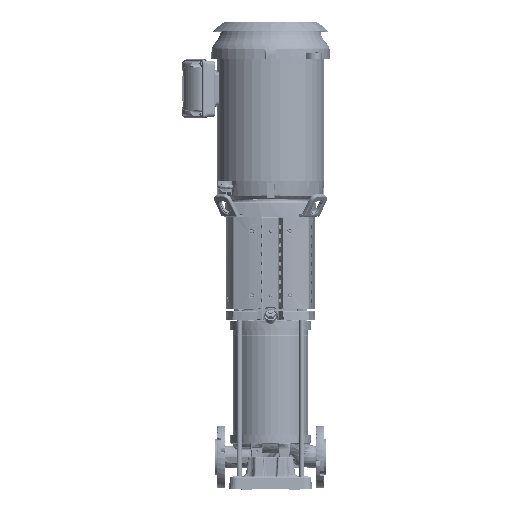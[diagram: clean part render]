
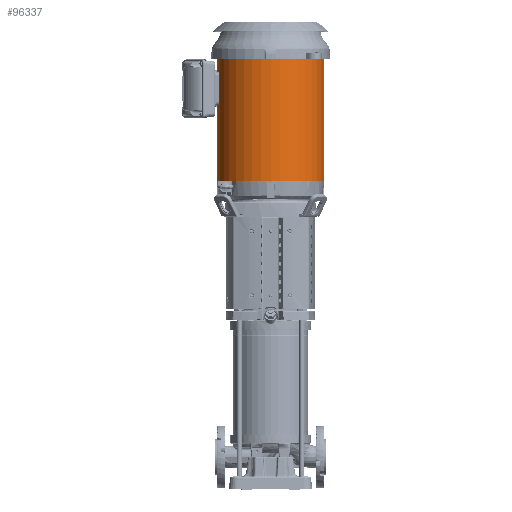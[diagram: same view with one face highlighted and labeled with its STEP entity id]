
A CAD part, top view. The second image highlights one B-rep face of the part: STEP entity #96337.
In plain terms, the highlighted cylindrical face has radius 146.3 mm (diameter 292.6 mm), a full revolution.
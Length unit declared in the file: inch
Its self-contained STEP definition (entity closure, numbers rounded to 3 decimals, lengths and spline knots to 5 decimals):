
#14997=CIRCLE('',#105630,5.75984);
#14998=CIRCLE('',#105631,5.75984);
#19880=FACE_OUTER_BOUND('',#25186,.T.);
#25186=EDGE_LOOP('',(#88865,#88866,#88867,#88868));
#33567=LINE('',#347846,#38588);
#33568=LINE('',#347849,#38589);
#38588=VECTOR('',#128504,39.37008);
#38589=VECTOR('',#128507,39.37008);
#48281=VERTEX_POINT('',#347842);
#48282=VERTEX_POINT('',#347843);
#48283=VERTEX_POINT('',#347845);
#48284=VERTEX_POINT('',#347847);
#62962=EDGE_CURVE('',#48281,#48282,#14997,.T.);
#62963=EDGE_CURVE('',#48282,#48283,#33567,.T.);
#62964=EDGE_CURVE('',#48283,#48284,#14998,.T.);
#62965=EDGE_CURVE('',#48284,#48281,#33568,.T.);
#88865=ORIENTED_EDGE('',*,*,#62962,.T.);
#88866=ORIENTED_EDGE('',*,*,#62963,.T.);
#88867=ORIENTED_EDGE('',*,*,#62964,.T.);
#88868=ORIENTED_EDGE('',*,*,#62965,.T.);
#91433=CYLINDRICAL_SURFACE('',#105629,5.75984);
#96337=ADVANCED_FACE('',(#19880),#91433,.T.);
#105629=AXIS2_PLACEMENT_3D('',#347841,#128500,#128501);
#105630=AXIS2_PLACEMENT_3D('',#347844,#128502,#128503);
#105631=AXIS2_PLACEMENT_3D('',#347848,#128505,#128506);
#128500=DIRECTION('center_axis',(0.,1.,0.));
#128501=DIRECTION('ref_axis',(0.,0.,
1.));
#128502=DIRECTION('center_axis',(0.,-1.,0.));
#128503=DIRECTION('ref_axis',(-1.,0.,0.));
#128504=DIRECTION('',(0.,-1.,0.));
#128505=DIRECTION('center_axis',(0.,1.,0.));
#128506=DIRECTION('ref_axis',(-1.,0.,0.));
#128507=DIRECTION('',(0.,1.,0.));
#347841=CARTESIAN_POINT('Origin',(0.,-4.75604,
0.));
#347842=CARTESIAN_POINT('',(0.,46.03937,-5.75984));
#347843=CARTESIAN_POINT('',(-0.00101,46.03937,-5.75984));
#347844=CARTESIAN_POINT('Origin',(0.,46.03937,
0.));
#347845=CARTESIAN_POINT('',(-0.00101,33.04724,-5.75984));
#347846=CARTESIAN_POINT('',(-0.00101,-4.75604,-5.75984));
#347847=CARTESIAN_POINT('',(0.,33.04724,-5.75984));
#347848=CARTESIAN_POINT('Origin',(0.,33.04724,
0.));
#347849=CARTESIAN_POINT('',(0.,-4.75604,-5.75984));
